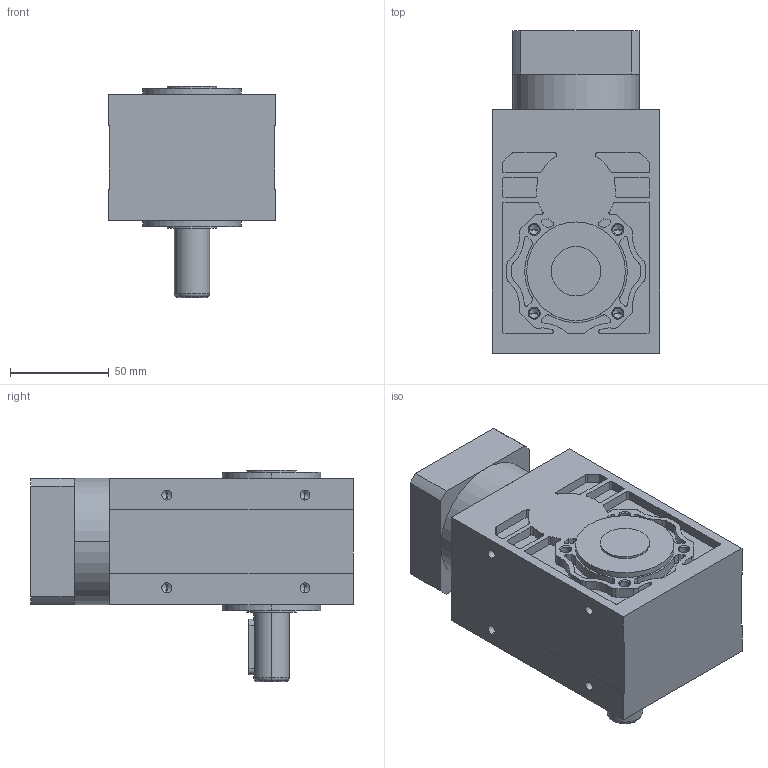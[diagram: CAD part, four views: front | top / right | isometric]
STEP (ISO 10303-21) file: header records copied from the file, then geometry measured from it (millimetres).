
FILE_DESCRIPTION((''),'2;1');
FILE_NAME('AT85-S2-60','2022-06-29T10:26:59',('Administrator'),(''),'CREO PARAMETRIC BY PTC INC, 2019010','CREO PARAMETRIC BY PTC INC, 2019010','');
FILE_SCHEMA(('CONFIG_CONTROL_DESIGN'));
Length unit declared in the file: millimetre
Products named in the file (1): AT85-S2-60
Bounding box: 85 x 163.5 x 107 mm (x, y, z)
Volume: 776999.8 mm3; surface area: 84517.5 mm2
Topology: 1 solids, 1 shells, 453 faces, 1320 edges, 879 vertices
Faces by surface type: cylinder 250, plane 139, cone 60, torus 4
Entity records: 15186 total; most frequent: DIRECTION 2846, CARTESIAN_POINT 2660, ORIENTED_EDGE 2556, EDGE_CURVE 1278, AXIS2_PLACEMENT_3D 1119, VERTEX_POINT 879, CIRCLE 666, VECTOR 608
